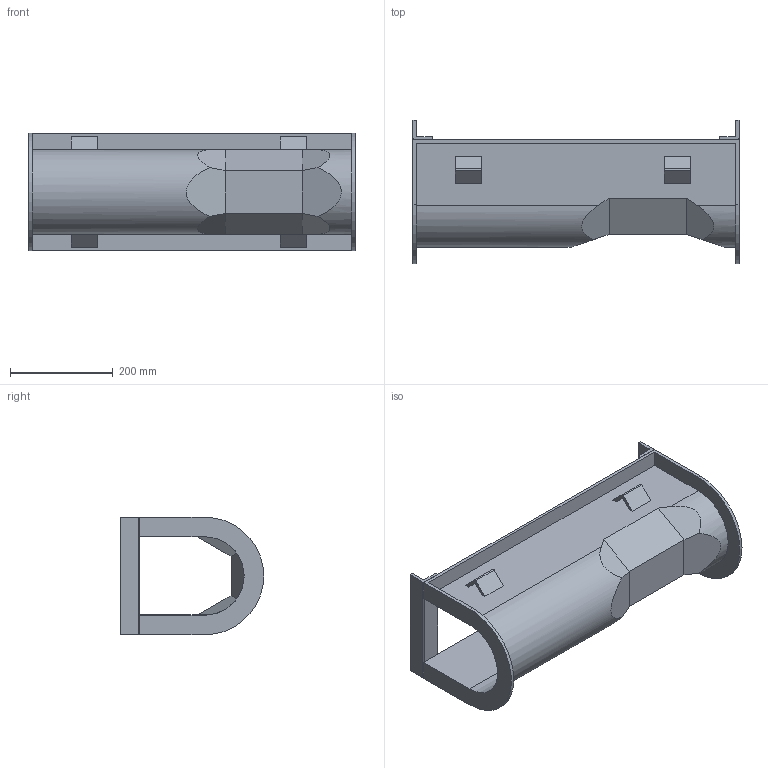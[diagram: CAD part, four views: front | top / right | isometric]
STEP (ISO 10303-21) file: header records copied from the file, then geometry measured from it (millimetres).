
FILE_DESCRIPTION (( 'STEP AP214' ), '1' );
FILE_NAME ('6in Palmer Bowlus Assem1 no options.STEP', '2020-09-15T16:27:39', ( '' ), ( '' ), 'SwSTEP 2.0', 'SolidWorks 2020', '' );
FILE_SCHEMA (( 'AUTOMOTIVE_DESIGN' ));
Length unit declared in the file: inch
Products named in the file (4): 6in PB staff gauge; PB - Flume hold down clip_Default<As Machined>; 6in Palmer Bowlus Assem1 no options; Palmer bowlus flume with equations_6 inch Default<As Machined>
Assembly tree (6 placements, depth 2):
  6in Palmer Bowlus Assem1 no options
    Palmer bowlus flume with equations_6 inch Default<As Machined>
    6in PB staff gauge
    PB - Flume hold down clip_Default<As Machined>  x4
Bounding box: 635 x 279.4 x 228.6 mm (x, y, z)
Volume: 2752413.7 mm3; surface area: 915378.3 mm2
Topology: 8 solids, 8 shells, 106 faces, 262 edges, 172 vertices
Faces by surface type: plane 86, cylinder 20
Entity records: 2948 total; most frequent: CARTESIAN_POINT 435, ORIENTED_EDGE 380, DIRECTION 372, EDGE_CURVE 190, LINE 154, VECTOR 154, VERTEX_POINT 124, AXIS2_PLACEMENT_3D 109
